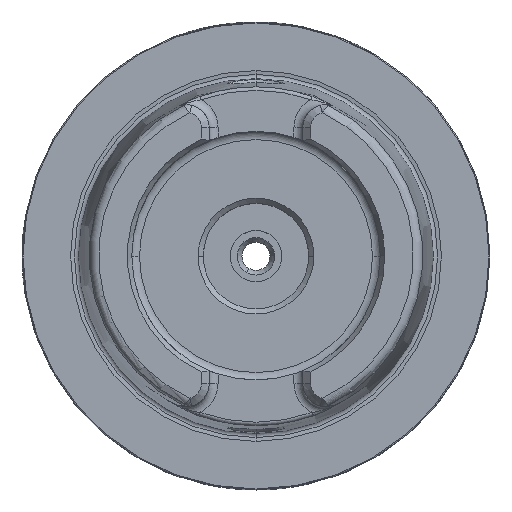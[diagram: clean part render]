
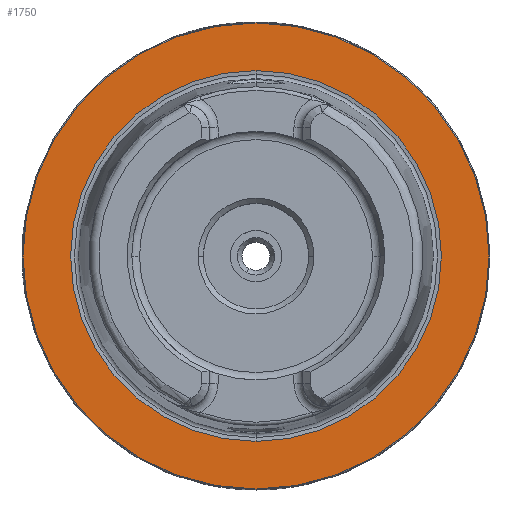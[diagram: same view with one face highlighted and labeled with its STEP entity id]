
A CAD part, top view. The second image highlights one B-rep face of the part: STEP entity #1750.
In plain terms, the highlighted planar face has unit normal (0, 0, 1).
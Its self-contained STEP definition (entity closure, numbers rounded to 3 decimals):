
#386 = EDGE_CURVE ( 'NONE', #12441, #28147, #26693, .T. ) ;
#754 = EDGE_LOOP ( 'NONE', ( #3879, #19762 ) ) ;
#1466 = DIRECTION ( 'NONE',  ( 0., 1., 0. ) ) ;
#1750 = ADVANCED_FACE ( 'NONE', ( #26768, #27473 ), #14635, .T. ) ;
#2256 = CARTESIAN_POINT ( 'NONE',  ( 0., -49.765, 0. ) ) ;
#2277 = AXIS2_PLACEMENT_3D ( 'NONE', #4790, #20868, #24972 ) ;
#3879 = ORIENTED_EDGE ( 'NONE', *, *, #386, .T. ) ;
#4790 = CARTESIAN_POINT ( 'NONE',  ( 0., 0., 0. ) ) ;
#5764 = EDGE_CURVE ( 'NONE', #29208, #18275, #6517, .T. ) ;
#6517 = CIRCLE ( 'NONE', #6799, 39.59 ) ;
#6799 = AXIS2_PLACEMENT_3D ( 'NONE', #28862, #15247, #1466 ) ;
#6804 = CARTESIAN_POINT ( 'NONE',  ( 0., 0., 0. ) ) ;
#9091 = DIRECTION ( 'NONE',  ( 0., -1., 0. ) ) ;
#9384 = EDGE_CURVE ( 'NONE', #18275, #29208, #10677, .T. ) ;
#9748 = EDGE_CURVE ( 'NONE', #28147, #12441, #21420, .T. ) ;
#10677 = CIRCLE ( 'NONE', #26260, 39.59 ) ;
#12371 = CARTESIAN_POINT ( 'NONE',  ( 0., 0., 0. ) ) ;
#12388 = CARTESIAN_POINT ( 'NONE',  ( 0., 49.965, 0. ) ) ;
#12441 = VERTEX_POINT ( 'NONE', #2256 ) ;
#13429 = AXIS2_PLACEMENT_3D ( 'NONE', #12388, #17291, #15328 ) ;
#14635 = PLANE ( 'NONE',  #13429 ) ;
#14722 = DIRECTION ( 'NONE',  ( 0., 1., 0. ) ) ;
#15247 = DIRECTION ( 'NONE',  ( 0., 0., -1. ) ) ;
#15328 = DIRECTION ( 'NONE',  ( 0., -1., 0. ) ) ;
#15611 = CARTESIAN_POINT ( 'NONE',  ( 0., 39.59, 0. ) ) ;
#17291 = DIRECTION ( 'NONE',  ( 0., 0., 1. ) ) ;
#17497 = EDGE_LOOP ( 'NONE', ( #25979, #21523 ) ) ;
#18275 = VERTEX_POINT ( 'NONE', #18594 ) ;
#18594 = CARTESIAN_POINT ( 'NONE',  ( 0., -39.59, 0. ) ) ;
#19762 = ORIENTED_EDGE ( 'NONE', *, *, #9748, .T. ) ;
#20868 = DIRECTION ( 'NONE',  ( 0., 0., 1. ) ) ;
#21420 = CIRCLE ( 'NONE', #22483, 49.765 ) ;
#21523 = ORIENTED_EDGE ( 'NONE', *, *, #5764, .T. ) ;
#22483 = AXIS2_PLACEMENT_3D ( 'NONE', #6804, #22854, #9091 ) ;
#22854 = DIRECTION ( 'NONE',  ( 0., 0., 1. ) ) ;
#24841 = CARTESIAN_POINT ( 'NONE',  ( 0., 49.765, 0. ) ) ;
#24972 = DIRECTION ( 'NONE',  ( 0., -1., 0. ) ) ;
#25979 = ORIENTED_EDGE ( 'NONE', *, *, #9384, .T. ) ;
#26260 = AXIS2_PLACEMENT_3D ( 'NONE', #12371, #28334, #14722 ) ;
#26693 = CIRCLE ( 'NONE', #2277, 49.765 ) ;
#26768 = FACE_OUTER_BOUND ( 'NONE', #754, .T. ) ;
#27473 = FACE_BOUND ( 'NONE', #17497, .T. ) ;
#28147 = VERTEX_POINT ( 'NONE', #24841 ) ;
#28334 = DIRECTION ( 'NONE',  ( 0., 0., -1. ) ) ;
#28862 = CARTESIAN_POINT ( 'NONE',  ( 0., 0., 0. ) ) ;
#29208 = VERTEX_POINT ( 'NONE', #15611 ) ;
